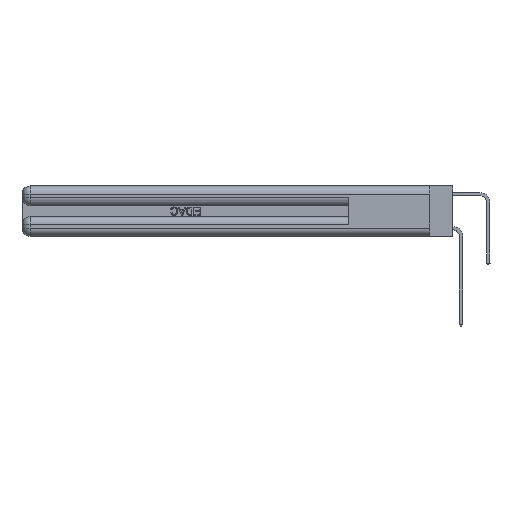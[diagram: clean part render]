
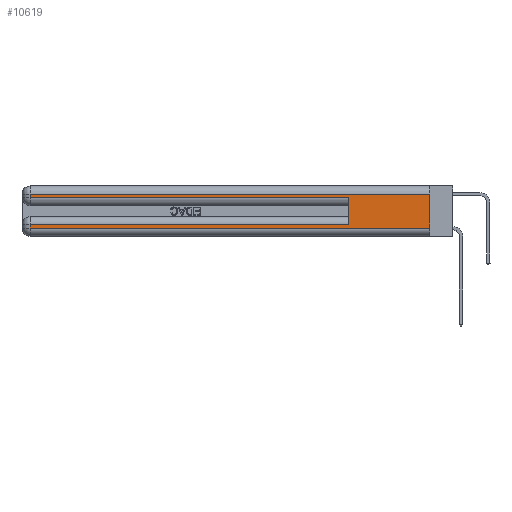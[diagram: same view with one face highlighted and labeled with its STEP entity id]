
A CAD part, left-side view. The second image highlights one B-rep face of the part: STEP entity #10619.
In plain terms, the highlighted planar face has unit normal (-1, 0, 0).
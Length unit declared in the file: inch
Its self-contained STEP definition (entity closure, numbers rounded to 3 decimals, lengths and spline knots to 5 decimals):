
#1287 = CARTESIAN_POINT ( 'NONE',  ( 0., 2.94, 0.31 ) ) ;
#1630 = EDGE_CURVE ( 'NONE', #1766, #26308, #30295, .T. ) ;
#1766 = VERTEX_POINT ( 'NONE', #1287 ) ;
#1860 = PLANE ( 'NONE',  #2312 ) ;
#1894 = LINE ( 'NONE', #31429, #30684 ) ;
#2312 = AXIS2_PLACEMENT_3D ( 'NONE', #27497, #22016, #29841 ) ;
#2497 = ORIENTED_EDGE ( 'NONE', *, *, #16314, .T. ) ;
#2844 = LINE ( 'NONE', #28477, #20837 ) ;
#2996 = VERTEX_POINT ( 'NONE', #16110 ) ;
#3063 = VERTEX_POINT ( 'NONE', #18286 ) ;
#3465 = ORIENTED_EDGE ( 'NONE', *, *, #10524, .F. ) ;
#4961 = VECTOR ( 'NONE', #23855, 39.37008 ) ;
#4994 = ORIENTED_EDGE ( 'NONE', *, *, #29277, .T. ) ;
#5642 = EDGE_CURVE ( 'NONE', #26308, #3063, #1894, .T. ) ;
#5704 = VECTOR ( 'NONE', #17335, 39.37008 ) ;
#6667 = CARTESIAN_POINT ( 'NONE',  ( 0., 2.94, 0.37 ) ) ;
#6852 = FACE_OUTER_BOUND ( 'NONE', #31324, .T. ) ;
#7169 = LINE ( 'NONE', #17824, #5704 ) ;
#7263 = VERTEX_POINT ( 'NONE', #27412 ) ;
#8523 = CARTESIAN_POINT ( 'NONE',  ( 0., 0., 0.37 ) ) ;
#8829 = ORIENTED_EDGE ( 'NONE', *, *, #1630, .T. ) ;
#9509 = LINE ( 'NONE', #6667, #14796 ) ;
#9974 = EDGE_CURVE ( 'NONE', #28443, #2996, #20604, .T. ) ;
#10524 = EDGE_CURVE ( 'NONE', #18663, #3063, #21508, .T. ) ;
#10619 = ADVANCED_FACE ( 'NONE', ( #6852 ), #1860, .F. ) ;
#10937 = ORIENTED_EDGE ( 'NONE', *, *, #25763, .T. ) ;
#11499 = ORIENTED_EDGE ( 'NONE', *, *, #9974, .T. ) ;
#12046 = DIRECTION ( 'NONE',  ( 0., -1., 0. ) ) ;
#12841 = VECTOR ( 'NONE', #23523, 39.37008 ) ;
#12987 = DIRECTION ( 'NONE',  ( 0., 1., 0. ) ) ;
#13511 = CARTESIAN_POINT ( 'NONE',  ( 0., 0.6, 0.145 ) ) ;
#14135 = ORIENTED_EDGE ( 'NONE', *, *, #25317, .F. ) ;
#14796 = VECTOR ( 'NONE', #16502, 39.37008 ) ;
#16110 = CARTESIAN_POINT ( 'NONE',  ( 0., 0., 0.06 ) ) ;
#16314 = EDGE_CURVE ( 'NONE', #30593, #1766, #7169, .T. ) ;
#16357 = CARTESIAN_POINT ( 'NONE',  ( 0., 2.94, 0.285 ) ) ;
#16502 = DIRECTION ( 'NONE',  ( 0., 0., -1. ) ) ;
#17335 = DIRECTION ( 'NONE',  ( 0., 1., 0. ) ) ;
#17433 = VECTOR ( 'NONE', #20447, 39.37008 ) ;
#17824 = CARTESIAN_POINT ( 'NONE',  ( 0., 0., 0.31 ) ) ;
#17943 = CARTESIAN_POINT ( 'NONE',  ( 0., 0., 0.31 ) ) ;
#18115 = CARTESIAN_POINT ( 'NONE',  ( 0., 2.94, 0.37 ) ) ;
#18286 = CARTESIAN_POINT ( 'NONE',  ( 0., 0.6, 0.285 ) ) ;
#18663 = VERTEX_POINT ( 'NONE', #21521 ) ;
#20447 = DIRECTION ( 'NONE',  ( 0., 0., -1. ) ) ;
#20604 = LINE ( 'NONE', #25943, #30857 ) ;
#20837 = VECTOR ( 'NONE', #12987, 39.37008 ) ;
#21508 = LINE ( 'NONE', #13511, #12841 ) ;
#21521 = CARTESIAN_POINT ( 'NONE',  ( 0., 0.6, 0.085 ) ) ;
#22016 = DIRECTION ( 'NONE',  ( 1., 0., 0. ) ) ;
#23104 = DIRECTION ( 'NONE',  ( 0., -1., 0. ) ) ;
#23523 = DIRECTION ( 'NONE',  ( 0., 0., 1. ) ) ;
#23855 = DIRECTION ( 'NONE',  ( 0., 0., -1. ) ) ;
#25317 = EDGE_CURVE ( 'NONE', #30593, #2996, #28357, .T. ) ;
#25763 = EDGE_CURVE ( 'NONE', #18663, #7263, #2844, .T. ) ;
#25943 = CARTESIAN_POINT ( 'NONE',  ( 0., 0., 0.06 ) ) ;
#26308 = VERTEX_POINT ( 'NONE', #16357 ) ;
#27412 = CARTESIAN_POINT ( 'NONE',  ( 0., 2.94, 0.085 ) ) ;
#27497 = CARTESIAN_POINT ( 'NONE',  ( 0., 0., 0.37 ) ) ;
#28357 = LINE ( 'NONE', #8523, #4961 ) ;
#28443 = VERTEX_POINT ( 'NONE', #31294 ) ;
#28477 = CARTESIAN_POINT ( 'NONE',  ( 0., 0., 0.085 ) ) ;
#28955 = ORIENTED_EDGE ( 'NONE', *, *, #5642, .T. ) ;
#29277 = EDGE_CURVE ( 'NONE', #7263, #28443, #9509, .T. ) ;
#29841 = DIRECTION ( 'NONE',  ( 0., 0., -1. ) ) ;
#30295 = LINE ( 'NONE', #18115, #17433 ) ;
#30593 = VERTEX_POINT ( 'NONE', #17943 ) ;
#30684 = VECTOR ( 'NONE', #12046, 39.37008 ) ;
#30857 = VECTOR ( 'NONE', #23104, 39.37008 ) ;
#31294 = CARTESIAN_POINT ( 'NONE',  ( 0., 2.94, 0.06 ) ) ;
#31324 = EDGE_LOOP ( 'NONE', ( #14135, #2497, #8829, #28955, #3465, #10937, #4994, #11499 ) ) ;
#31429 = CARTESIAN_POINT ( 'NONE',  ( 0., 0., 0.285 ) ) ;
